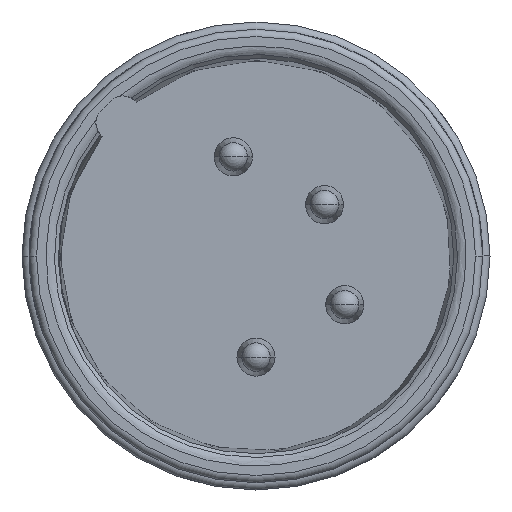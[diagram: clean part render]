
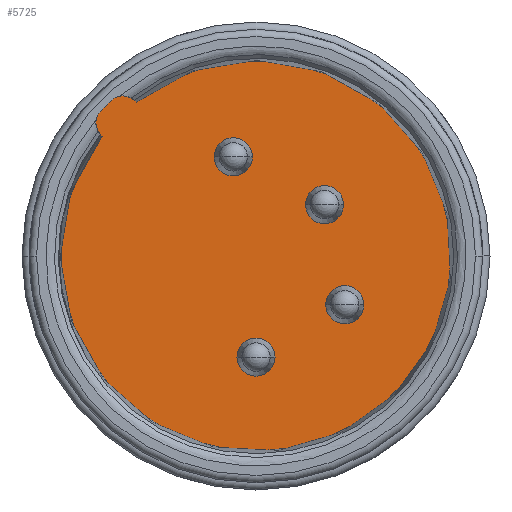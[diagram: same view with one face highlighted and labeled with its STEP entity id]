
A CAD part, left-side view. The second image highlights one B-rep face of the part: STEP entity #5725.
In plain terms, the highlighted planar face has unit normal (-1, 0, 0).
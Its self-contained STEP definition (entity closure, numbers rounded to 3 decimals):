
#460=CARTESIAN_POINT('',(11.1,5.936,5.512));
#461=DIRECTION('',(1.,0.,0.));
#462=DIRECTION('',(0.,0.707,-0.707));
#463=AXIS2_PLACEMENT_3D('',#460,#461,#462);
#530=CARTESIAN_POINT('',(11.1,0.,0.));
#531=DIRECTION('',(-1.,0.,0.));
#532=DIRECTION('',(0.,0.789,0.614));
#533=AXIS2_PLACEMENT_3D('',#530,#531,#532);
#1078=DIRECTION('',(0.,0.707,0.707));
#1079=VECTOR('',#1078,0.071);
#1080=CARTESIAN_POINT('',(11.1,4.966,6.38));
#1081=LINE('',#1080,#1079);
#1092=CARTESIAN_POINT('',(11.1,5.512,5.936));
#1093=DIRECTION('',(1.,0.,0.));
#1094=DIRECTION('',(0.,0.68,0.733));
#1095=AXIS2_PLACEMENT_3D('',#1092,#1093,#1094);
#1128=CARTESIAN_POINT('',(11.1,0.,0.));
#1129=DIRECTION('',(-1.,0.,0.));
#1130=DIRECTION('',(0.,0.68,0.733));
#1131=AXIS2_PLACEMENT_3D('',#1128,#1129,#1130);
#1158=DIRECTION('',(0.,-0.707,-0.707));
#1159=VECTOR('',#1158,0.071);
#1160=CARTESIAN_POINT('',(11.1,6.431,5.017));
#1161=LINE('',#1160,#1159);
#1172=CARTESIAN_POINT('',(11.1,-2.84,2.13));
#1173=DIRECTION('',(1.,0.,0.));
#1174=DIRECTION('',(0.,1.,0.));
#1175=AXIS2_PLACEMENT_3D('',#1172,#1173,#1174);
#1180=CARTESIAN_POINT('',(11.1,-2.84,2.13));
#1181=DIRECTION('',(1.,0.,0.));
#1182=DIRECTION('',(0.,-1.,0.));
#1183=AXIS2_PLACEMENT_3D('',#1180,#1181,#1182);
#1264=CARTESIAN_POINT('',(11.1,0.94,4.11));
#1265=DIRECTION('',(1.,0.,0.));
#1266=DIRECTION('',(0.,1.,0.));
#1267=AXIS2_PLACEMENT_3D('',#1264,#1265,#1266);
#1272=CARTESIAN_POINT('',(11.1,0.94,4.11));
#1273=DIRECTION('',(1.,0.,0.));
#1274=DIRECTION('',(0.,-1.,0.));
#1275=AXIS2_PLACEMENT_3D('',#1272,#1273,#1274);
#1356=CARTESIAN_POINT('',(11.1,-3.68,-2.02));
#1357=DIRECTION('',(1.,0.,0.));
#1358=DIRECTION('',(0.,1.,0.));
#1359=AXIS2_PLACEMENT_3D('',#1356,#1357,#1358);
#1364=CARTESIAN_POINT('',(11.1,-3.68,-2.02));
#1365=DIRECTION('',(1.,0.,0.));
#1366=DIRECTION('',(0.,-1.,0.));
#1367=AXIS2_PLACEMENT_3D('',#1364,#1365,#1366);
#1448=CARTESIAN_POINT('',(11.1,0.,-4.19));
#1449=DIRECTION('',(1.,0.,0.));
#1450=DIRECTION('',(0.,1.,0.));
#1451=AXIS2_PLACEMENT_3D('',#1448,#1449,#1450);
#1456=CARTESIAN_POINT('',(11.1,0.,-4.19));
#1457=DIRECTION('',(1.,0.,0.));
#1458=DIRECTION('',(0.,-1.,0.));
#1459=AXIS2_PLACEMENT_3D('',#1456,#1457,#1458);
#5409=CARTESIAN_POINT('',(11.1,6.38,4.966));
#5410=CARTESIAN_POINT('',(11.1,4.966,6.38));
#5411=VERTEX_POINT('',#5409);
#5412=VERTEX_POINT('',#5410);
#5413=CARTESIAN_POINT('',(11.1,5.017,6.431));
#5414=VERTEX_POINT('',#5413);
#5415=CARTESIAN_POINT('',(11.1,5.988,6.449));
#5416=CARTESIAN_POINT('',(11.1,6.449,5.988));
#5417=VERTEX_POINT('',#5415);
#5418=VERTEX_POINT('',#5416);
#5419=CARTESIAN_POINT('',(11.1,6.431,5.017));
#5420=VERTEX_POINT('',#5419);
#5469=CARTESIAN_POINT('',(11.1,-2.05,2.13));
#5470=CARTESIAN_POINT('',(11.1,-3.63,2.13));
#5471=VERTEX_POINT('',#5469);
#5472=VERTEX_POINT('',#5470);
#5473=CARTESIAN_POINT('',(11.1,1.73,4.11));
#5474=CARTESIAN_POINT('',(11.1,0.15,4.11));
#5475=VERTEX_POINT('',#5473);
#5476=VERTEX_POINT('',#5474);
#5477=CARTESIAN_POINT('',(11.1,-2.89,-2.02));
#5478=CARTESIAN_POINT('',(11.1,-4.47,-2.02));
#5479=VERTEX_POINT('',#5477);
#5480=VERTEX_POINT('',#5478);
#5481=CARTESIAN_POINT('',(11.1,0.79,-4.19));
#5482=CARTESIAN_POINT('',(11.1,-0.79,-4.19));
#5483=VERTEX_POINT('',#5481);
#5484=VERTEX_POINT('',#5482);
#5683=CARTESIAN_POINT('',(11.1,0.,0.));
#5684=DIRECTION('',(-1.,0.,0.));
#5685=DIRECTION('',(0.,1.,0.));
#5686=AXIS2_PLACEMENT_3D('',#5683,#5684,#5685);
#5687=PLANE('',#5686);
#5689=ORIENTED_EDGE('',*,*,#5688,.F.);
#5691=ORIENTED_EDGE('',*,*,#5690,.F.);
#5692=ORIENTED_EDGE('',*,*,#5668,.T.);
#5694=ORIENTED_EDGE('',*,*,#5693,.F.);
#5696=ORIENTED_EDGE('',*,*,#5695,.T.);
#5698=ORIENTED_EDGE('',*,*,#5697,.F.);
#5699=EDGE_LOOP('',(#5689,#5691,#5692,#5694,#5696,#5698));
#5700=FACE_OUTER_BOUND('',#5699,.F.);
#5702=ORIENTED_EDGE('',*,*,#5701,.F.);
#5704=ORIENTED_EDGE('',*,*,#5703,.F.);
#5705=EDGE_LOOP('',(#5702,#5704));
#5706=FACE_BOUND('',#5705,.F.);
#5708=ORIENTED_EDGE('',*,*,#5707,.F.);
#5710=ORIENTED_EDGE('',*,*,#5709,.F.);
#5711=EDGE_LOOP('',(#5708,#5710));
#5712=FACE_BOUND('',#5711,.F.);
#5714=ORIENTED_EDGE('',*,*,#5713,.F.);
#5716=ORIENTED_EDGE('',*,*,#5715,.F.);
#5717=EDGE_LOOP('',(#5714,#5716));
#5718=FACE_BOUND('',#5717,.F.);
#5720=ORIENTED_EDGE('',*,*,#5719,.F.);
#5722=ORIENTED_EDGE('',*,*,#5721,.F.);
#5723=EDGE_LOOP('',(#5720,#5722));
#5724=FACE_BOUND('',#5723,.F.);
#464=CIRCLE('',#463,0.7);
#534=CIRCLE('',#533,8.085);
#1096=CIRCLE('',#1095,0.7);
#1132=CIRCLE('',#1131,8.8);
#1176=CIRCLE('',#1175,0.79);
#1184=CIRCLE('',#1183,0.79);
#1268=CIRCLE('',#1267,0.79);
#1276=CIRCLE('',#1275,0.79);
#1360=CIRCLE('',#1359,0.79);
#1368=CIRCLE('',#1367,0.79);
#1452=CIRCLE('',#1451,0.79);
#1460=CIRCLE('',#1459,0.79);
#5668=EDGE_CURVE('',#5420,#5418,#464,.T.);
#5688=EDGE_CURVE('',#5411,#5412,#534,.T.);
#5690=EDGE_CURVE('',#5420,#5411,#1161,.T.);
#5693=EDGE_CURVE('',#5417,#5418,#1132,.T.);
#5695=EDGE_CURVE('',#5417,#5414,#1096,.T.);
#5697=EDGE_CURVE('',#5412,#5414,#1081,.T.);
#5701=EDGE_CURVE('',#5471,#5472,#1176,.T.);
#5703=EDGE_CURVE('',#5472,#5471,#1184,.T.);
#5707=EDGE_CURVE('',#5475,#5476,#1268,.T.);
#5709=EDGE_CURVE('',#5476,#5475,#1276,.T.);
#5713=EDGE_CURVE('',#5479,#5480,#1360,.T.);
#5715=EDGE_CURVE('',#5480,#5479,#1368,.T.);
#5719=EDGE_CURVE('',#5483,#5484,#1452,.T.);
#5721=EDGE_CURVE('',#5484,#5483,#1460,.T.);
#5725=ADVANCED_FACE('',(#5700,#5706,#5712,#5718,#5724),#5687,.T.);
